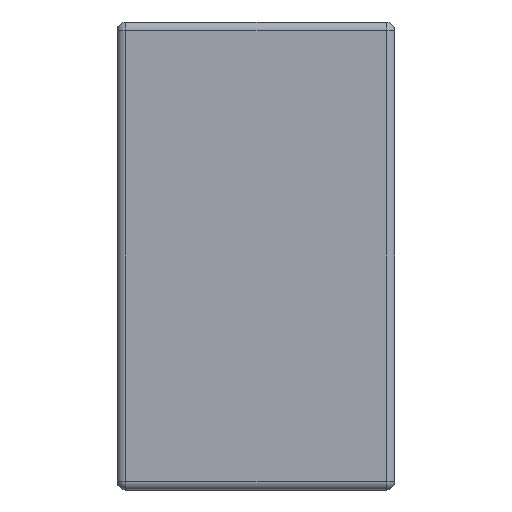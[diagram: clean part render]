
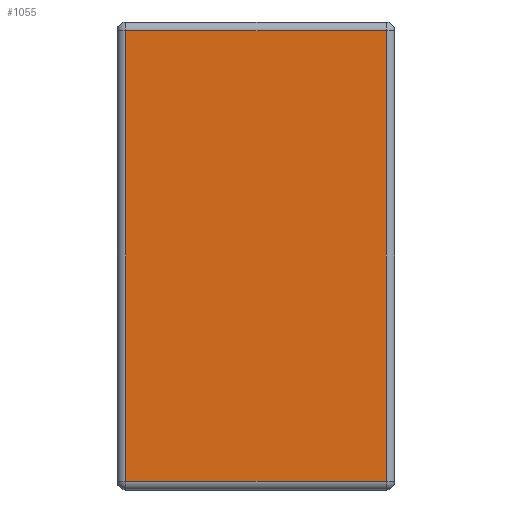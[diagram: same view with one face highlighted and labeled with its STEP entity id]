
A CAD part, left-side view. The second image highlights one B-rep face of the part: STEP entity #1055.
In plain terms, the highlighted planar face has unit normal (-1, 0, 0).
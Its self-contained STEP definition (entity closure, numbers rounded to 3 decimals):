
#81 = VERTEX_POINT ( 'NONE', #630 ) ;
#82 = DIRECTION ( 'NONE',  ( 0., 0., -1. ) ) ;
#133 = LINE ( 'NONE', #163, #1247 ) ;
#163 = CARTESIAN_POINT ( 'NONE',  ( -1.6, 0.03, 0.8 ) ) ;
#214 = VERTEX_POINT ( 'NONE', #262 ) ;
#262 = CARTESIAN_POINT ( 'NONE',  ( -1.6, 0.92, -0.77 ) ) ;
#324 = VERTEX_POINT ( 'NONE', #900 ) ;
#329 = EDGE_CURVE ( 'NONE', #81, #324, #1118, .T. ) ;
#355 = VECTOR ( 'NONE', #606, 1000. ) ;
#606 = DIRECTION ( 'NONE',  ( 0., 0., -1. ) ) ;
#630 = CARTESIAN_POINT ( 'NONE',  ( -1.6, 0.03, 0.77 ) ) ;
#636 = VERTEX_POINT ( 'NONE', #1270 ) ;
#747 = LINE ( 'NONE', #1335, #355 ) ;
#752 = EDGE_CURVE ( 'NONE', #214, #636, #1400, .T. ) ;
#754 = DIRECTION ( 'NONE',  ( 0., 1., 0. ) ) ;
#794 = VECTOR ( 'NONE', #754, 1000. ) ;
#895 = FACE_OUTER_BOUND ( 'NONE', #1068, .T. ) ;
#900 = CARTESIAN_POINT ( 'NONE',  ( -1.6, 0.92, 0.77 ) ) ;
#1027 = DIRECTION ( 'NONE',  ( 0., 0., 1. ) ) ;
#1054 = CARTESIAN_POINT ( 'NONE',  ( -1.6, 0.95, 0.77 ) ) ;
#1055 = ADVANCED_FACE ( 'NONE', ( #895 ), #1384, .F. ) ;
#1068 = EDGE_LOOP ( 'NONE', ( #1583, #1209, #1898, #1543 ) ) ;
#1118 = LINE ( 'NONE', #1054, #794 ) ;
#1209 = ORIENTED_EDGE ( 'NONE', *, *, #752, .T. ) ;
#1247 = VECTOR ( 'NONE', #1027, 1000. ) ;
#1254 = AXIS2_PLACEMENT_3D ( 'NONE', #1834, #1825, #82 ) ;
#1270 = CARTESIAN_POINT ( 'NONE',  ( -1.6, 0.03, -0.77 ) ) ;
#1289 = DIRECTION ( 'NONE',  ( 0., -1., 0. ) ) ;
#1335 = CARTESIAN_POINT ( 'NONE',  ( -1.6, 0.92, 0.8 ) ) ;
#1384 = PLANE ( 'NONE',  #1254 ) ;
#1400 = LINE ( 'NONE', #1436, #1761 ) ;
#1434 = EDGE_CURVE ( 'NONE', #324, #214, #747, .T. ) ;
#1436 = CARTESIAN_POINT ( 'NONE',  ( -1.6, 0.95, -0.77 ) ) ;
#1543 = ORIENTED_EDGE ( 'NONE', *, *, #329, .T. ) ;
#1583 = ORIENTED_EDGE ( 'NONE', *, *, #1434, .T. ) ;
#1747 = EDGE_CURVE ( 'NONE', #636, #81, #133, .T. ) ;
#1761 = VECTOR ( 'NONE', #1289, 1000. ) ;
#1825 = DIRECTION ( 'NONE',  ( 1., 0., 0. ) ) ;
#1834 = CARTESIAN_POINT ( 'NONE',  ( -1.6, 0.95, 0.8 ) ) ;
#1898 = ORIENTED_EDGE ( 'NONE', *, *, #1747, .T. ) ;
